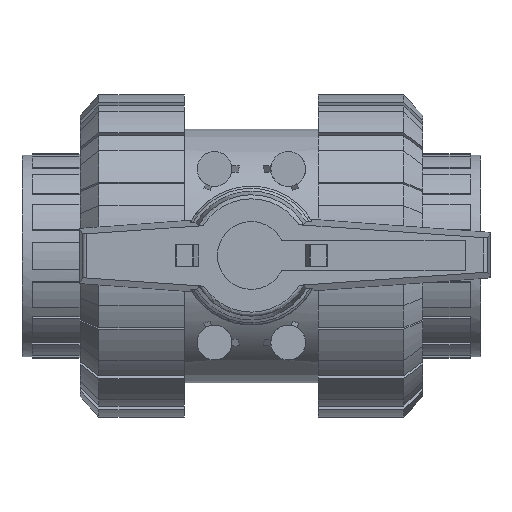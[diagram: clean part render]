
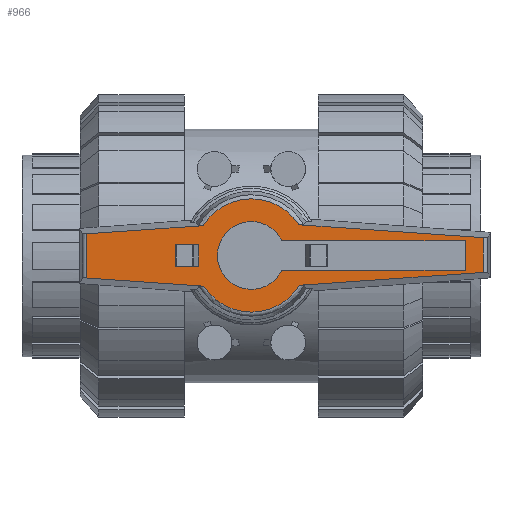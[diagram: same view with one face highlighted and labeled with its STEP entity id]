
A CAD part, top view. The second image highlights one B-rep face of the part: STEP entity #966.
In plain terms, the highlighted planar face has unit normal (0, 0, 1).
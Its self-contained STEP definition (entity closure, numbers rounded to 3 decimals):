
#966=ADVANCED_FACE('',(#2306,#2307,#2308),#2309,.T.);
#2306=FACE_BOUND('',#4095,.T.);
#2307=FACE_OUTER_BOUND('',#4096,.T.);
#2308=FACE_BOUND('',#4097,.T.);
#2309=PLANE('',#4098);
#4095=EDGE_LOOP('',(#6591,#6592,#6593,#6594,#6595));
#4096=EDGE_LOOP('',(#6596,#6597,#6598,#6599,#6600,#6601,#6602,#6603));
#4097=EDGE_LOOP('',(#6604,#6605,#6606,#6607));
#4098=AXIS2_PLACEMENT_3D('',#6608,#6609,#6610);
#6591=ORIENTED_EDGE('',*,*,#11249,.T.);
#6592=ORIENTED_EDGE('',*,*,#11240,.T.);
#6593=ORIENTED_EDGE('',*,*,#11322,.T.);
#6594=ORIENTED_EDGE('',*,*,#11335,.T.);
#6595=ORIENTED_EDGE('',*,*,#11338,.T.);
#6596=ORIENTED_EDGE('',*,*,#11461,.T.);
#6597=ORIENTED_EDGE('',*,*,#11633,.T.);
#6598=ORIENTED_EDGE('',*,*,#11566,.T.);
#6599=ORIENTED_EDGE('',*,*,#11573,.F.);
#6600=ORIENTED_EDGE('',*,*,#11492,.T.);
#6601=ORIENTED_EDGE('',*,*,#11606,.T.);
#6602=ORIENTED_EDGE('',*,*,#11549,.T.);
#6603=ORIENTED_EDGE('',*,*,#11580,.T.);
#6604=ORIENTED_EDGE('',*,*,#11499,.T.);
#6605=ORIENTED_EDGE('',*,*,#11514,.T.);
#6606=ORIENTED_EDGE('',*,*,#11522,.T.);
#6607=ORIENTED_EDGE('',*,*,#11506,.T.);
#6608=CARTESIAN_POINT('',(13.057,0.0,225.5));
#6609=DIRECTION('',(0.0,0.0,1.0));
#6610=DIRECTION('',(1.0,0.0,0.0));
#11240=EDGE_CURVE('',#13522,#13519,#13523,.T.);
#11249=EDGE_CURVE('',#13537,#13522,#13538,.T.);
#11322=EDGE_CURVE('',#13519,#13655,#13657,.T.);
#11335=EDGE_CURVE('',#13655,#13677,#13678,.T.);
#11338=EDGE_CURVE('',#13677,#13537,#13681,.T.);
#11461=EDGE_CURVE('',#13858,#13856,#13859,.T.);
#11492=EDGE_CURVE('',#13911,#13909,#13912,.T.);
#11499=EDGE_CURVE('',#13923,#13924,#13925,.T.);
#11506=EDGE_CURVE('',#13936,#13923,#13937,.T.);
#11514=EDGE_CURVE('',#13924,#13948,#13949,.T.);
#11522=EDGE_CURVE('',#13948,#13936,#13958,.T.);
#11549=EDGE_CURVE('',#13995,#13993,#13996,.T.);
#11566=EDGE_CURVE('',#14021,#14019,#14022,.T.);
#11573=EDGE_CURVE('',#13911,#14019,#14032,.T.);
#11580=EDGE_CURVE('',#13993,#13858,#14039,.T.);
#11606=EDGE_CURVE('',#13909,#13995,#14071,.T.);
#11633=EDGE_CURVE('',#13856,#14021,#14098,.T.);
#13519=VERTEX_POINT('',#16898);
#13522=VERTEX_POINT('',#16902);
#13523=CIRCLE('',#16903,15.629);
#13537=VERTEX_POINT('',#16930);
#13538=LINE('',#16931,#16932);
#13655=VERTEX_POINT('',#17100);
#13657=CIRCLE('',#17103,15.629);
#13677=VERTEX_POINT('',#17130);
#13678=LINE('',#17131,#17132);
#13681=LINE('',#17136,#17137);
#13856=VERTEX_POINT('',#17544);
#13858=VERTEX_POINT('',#17573);
#13859=LINE('',#17574,#17575);
#13909=VERTEX_POINT('',#17730);
#13911=VERTEX_POINT('',#17759);
#13912=LINE('',#17760,#17761);
#13923=VERTEX_POINT('',#17775);
#13924=VERTEX_POINT('',#17776);
#13925=LINE('',#17777,#17778);
#13936=VERTEX_POINT('',#17792);
#13937=LINE('',#17793,#17794);
#13948=VERTEX_POINT('',#17809);
#13949=LINE('',#17810,#17811);
#13958=LINE('',#17823,#17824);
#13993=VERTEX_POINT('',#17869);
#13995=VERTEX_POINT('',#17871);
#13996=LINE('',#17872,#17873);
#14019=VERTEX_POINT('',#17962);
#14021=VERTEX_POINT('',#17964);
#14022=LINE('',#17965,#17966);
#14032=LINE('',#18038,#18039);
#14039=LINE('',#18048,#18049);
#14071=CIRCLE('',#18151,26.113);
#14098=CIRCLE('',#18178,26.113);
#16898=CARTESIAN_POINT('',(-15.629,0.,225.5));
#16902=CARTESIAN_POINT('',(14.053,-6.838,225.5));
#16903=AXIS2_PLACEMENT_3D('',#23265,#23266,#23267);
#16930=CARTESIAN_POINT('',(98.5,-6.838,225.5));
#16931=CARTESIAN_POINT('',(31.153,-6.838,225.5));
#16932=VECTOR('',#23275,1.0);
#17100=CARTESIAN_POINT('',(14.053,6.838,225.5));
#17103=AXIS2_PLACEMENT_3D('',#23373,#23374,#23375);
#17130=CARTESIAN_POINT('',(98.5,6.838,225.5));
#17131=CARTESIAN_POINT('',(31.153,6.838,225.5));
#17132=VECTOR('',#23389,1.0);
#17136=CARTESIAN_POINT('',(98.5,0.0,225.5));
#17137=VECTOR('',#23391,1.0);
#17544=CARTESIAN_POINT('',(-21.949,-14.147,225.5));
#17573=CARTESIAN_POINT('',(-75.912,-10.373,225.5));
#17574=CARTESIAN_POINT('',(-4.617,-15.359,225.5));
#17575=VECTOR('',#23496,1.0);
#17730=CARTESIAN_POINT('',(21.949,14.147,225.5));
#17759=CARTESIAN_POINT('',(106.912,8.205,225.5));
#17760=CARTESIAN_POINT('',(56.421,11.736,225.5));
#17761=VECTOR('',#23524,1.0);
#17775=CARTESIAN_POINT('',(-24.228,-5.0,225.5));
#17776=CARTESIAN_POINT('',(-35.,-5.0,225.5));
#17777=CARTESIAN_POINT('',(-8.51,-5.0,225.5));
#17778=VECTOR('',#23534,1.0);
#17792=CARTESIAN_POINT('',(-24.228,5.0,225.5));
#17793=CARTESIAN_POINT('',(-24.228,-2.5,225.5));
#17794=VECTOR('',#23544,1.0);
#17809=CARTESIAN_POINT('',(-35.,5.0,225.5));
#17810=CARTESIAN_POINT('',(-35.,7.5,225.5));
#17811=VECTOR('',#23552,1.0);
#17823=CARTESIAN_POINT('',(-8.51,5.0,225.5));
#17824=VECTOR('',#23559,1.0);
#17869=CARTESIAN_POINT('',(-75.912,9.979,225.5));
#17871=CARTESIAN_POINT('',(-22.21,13.734,225.5));
#17872=CARTESIAN_POINT('',(-3.198,15.064,225.5));
#17873=VECTOR('',#23591,1.0);
#17962=CARTESIAN_POINT('',(106.912,-7.811,225.5));
#17964=CARTESIAN_POINT('',(22.21,-13.734,225.5));
#17965=CARTESIAN_POINT('',(57.786,-11.247,225.5));
#17966=VECTOR('',#23606,1.0);
#18038=CARTESIAN_POINT('',(106.912,20.0,225.5));
#18039=VECTOR('',#23608,1.0);
#18048=CARTESIAN_POINT('',(-75.912,20.0,225.5));
#18049=VECTOR('',#23611,1.0);
#18151=AXIS2_PLACEMENT_3D('',#23644,#23645,#23646);
#18178=AXIS2_PLACEMENT_3D('',#23677,#23678,#23679);
#23265=CARTESIAN_POINT('',(0.0,0.0,225.5));
#23266=DIRECTION('',(0.0,0.0,-1.0));
#23267=DIRECTION('',(1.0,0.0,0.0));
#23275=DIRECTION('',(-1.0,0.0,0.0));
#23373=CARTESIAN_POINT('',(0.0,0.0,225.5));
#23374=DIRECTION('',(0.0,0.0,-1.0));
#23375=DIRECTION('',(1.0,0.0,0.0));
#23389=DIRECTION('',(1.0,0.0,-0.0));
#23391=DIRECTION('',(0.0,-1.0,0.0));
#23496=DIRECTION('',(0.998,-0.07,0.0));
#23524=DIRECTION('',(-0.998,0.07,0.0));
#23534=DIRECTION('',(-1.0,0.0,0.0));
#23544=DIRECTION('',(0.0,-1.0,0.0));
#23552=DIRECTION('',(0.0,1.0,-0.0));
#23559=DIRECTION('',(1.0,0.0,0.0));
#23591=DIRECTION('',(-0.998,-0.07,0.0));
#23606=DIRECTION('',(0.998,0.07,-0.0));
#23608=DIRECTION('',(0.0,-1.0,0.0));
#23611=DIRECTION('',(0.0,-1.0,0.0));
#23644=CARTESIAN_POINT('',(0.0,0.0,225.5));
#23645=DIRECTION('',(0.0,0.0,1.0));
#23646=DIRECTION('',(1.0,0.0,0.0));
#23677=CARTESIAN_POINT('',(0.0,0.0,225.5));
#23678=DIRECTION('',(0.0,0.0,1.0));
#23679=DIRECTION('',(1.0,0.0,0.0));
